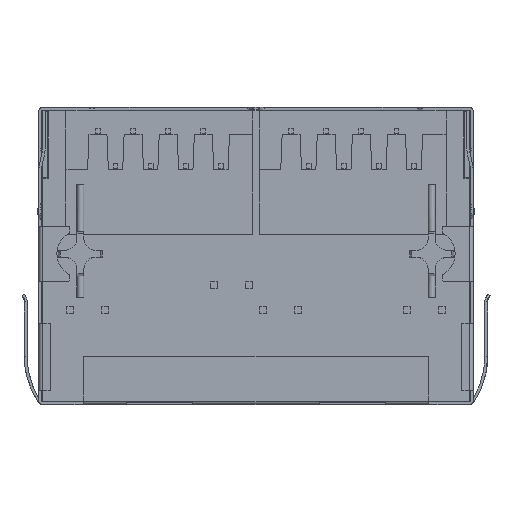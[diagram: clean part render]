
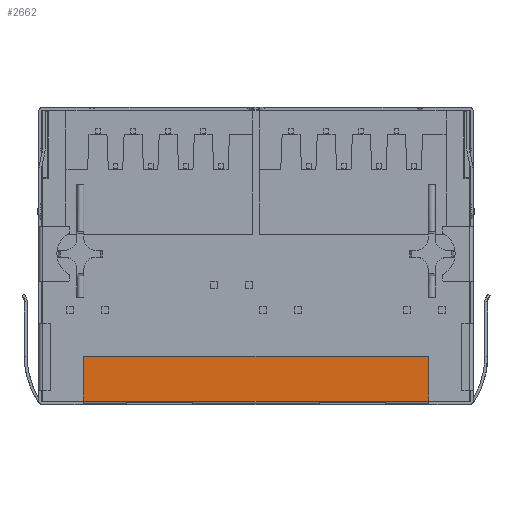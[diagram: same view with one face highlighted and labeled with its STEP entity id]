
A CAD part, top view. The second image highlights one B-rep face of the part: STEP entity #2662.
In plain terms, the highlighted planar face has unit normal (0, 0, 1).
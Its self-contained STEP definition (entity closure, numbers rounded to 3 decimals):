
#2662 = ADVANCED_FACE( '', ( #5781 ), #5782, .T. );
#5781 = FACE_OUTER_BOUND( '', #10062, .T. );
#5782 = PLANE( '', #10063 );
#10062 = EDGE_LOOP( '', ( #18271, #18272, #18273, #18274, #18275, #18276, #18277, #18278, #18279, #18280 ) );
#10063 = AXIS2_PLACEMENT_3D( '', #18281, #18282, #18283 );
#18271 = ORIENTED_EDGE( '', *, *, #24715, .F. );
#18272 = ORIENTED_EDGE( '', *, *, #25810, .T. );
#18273 = ORIENTED_EDGE( '', *, *, #23354, .F. );
#18274 = ORIENTED_EDGE( '', *, *, #25395, .T. );
#18275 = ORIENTED_EDGE( '', *, *, #25559, .T. );
#18276 = ORIENTED_EDGE( '', *, *, #22639, .T. );
#18277 = ORIENTED_EDGE( '', *, *, #25811, .F. );
#18278 = ORIENTED_EDGE( '', *, *, #25812, .T. );
#18279 = ORIENTED_EDGE( '', *, *, #24830, .T. );
#18280 = ORIENTED_EDGE( '', *, *, #25813, .T. );
#18281 = CARTESIAN_POINT( '', ( -15.45, -7.25, 6.75 ) );
#18282 = DIRECTION( '', ( 0., 0., 1. ) );
#18283 = DIRECTION( '', ( 1., 0., 0. ) );
#22639 = EDGE_CURVE( '', #27026, #27027, #27028, .T. );
#23354 = EDGE_CURVE( '', #28278, #28280, #28281, .T. );
#24715 = EDGE_CURVE( '', #30420, #30422, #30423, .T. );
#24830 = EDGE_CURVE( '', #30593, #30591, #30594, .T. );
#25395 = EDGE_CURVE( '', #28278, #31379, #31381, .T. );
#25559 = EDGE_CURVE( '', #31379, #27026, #31600, .T. );
#25810 = EDGE_CURVE( '', #30420, #28280, #31908, .T. );
#25811 = EDGE_CURVE( '', #31909, #27027, #31910, .T. );
#25812 = EDGE_CURVE( '', #31909, #30593, #31911, .T. );
#25813 = EDGE_CURVE( '', #30591, #30422, #31912, .T. );
#27026 = VERTEX_POINT( '', #33389 );
#27027 = VERTEX_POINT( '', #33390 );
#27028 = LINE( '', #33391, #33392 );
#28278 = VERTEX_POINT( '', #35583 );
#28280 = VERTEX_POINT( '', #35585 );
#28281 = LINE( '', #35586, #35587 );
#30420 = VERTEX_POINT( '', #39430 );
#30422 = VERTEX_POINT( '', #39433 );
#30423 = LINE( '', #39434, #39435 );
#30591 = VERTEX_POINT( '', #39750 );
#30593 = VERTEX_POINT( '', #39753 );
#30594 = LINE( '', #39754, #39755 );
#31379 = VERTEX_POINT( '', #41134 );
#31381 = LINE( '', #41136, #41137 );
#31600 = LINE( '', #41487, #41488 );
#31908 = CIRCLE( '', #42052, 0.1 );
#31909 = VERTEX_POINT( '', #42053 );
#31910 = LINE( '', #42054, #42055 );
#31911 = LINE( '', #42056, #42057 );
#31912 = CIRCLE( '', #42058, 0.1 );
#33389 = CARTESIAN_POINT( '', ( -4.585, -10.5, 6.75 ) );
#33390 = CARTESIAN_POINT( '', ( 4.585, -10.5, 6.75 ) );
#33391 = CARTESIAN_POINT( '', ( -15.45, -10.5, 6.75 ) );
#33392 = VECTOR( '', #43954, 1000. );
#35583 = CARTESIAN_POINT( '', ( -12.5, -10.5, 6.75 ) );
#35585 = CARTESIAN_POINT( '', ( -12.5, -7.35, 6.75 ) );
#35586 = CARTESIAN_POINT( '', ( -12.5, -10.75, 6.75 ) );
#35587 = VECTOR( '', #44697, 1000. );
#39430 = CARTESIAN_POINT( '', ( -12.4, -7.25, 6.75 ) );
#39433 = CARTESIAN_POINT( '', ( 12.4, -7.25, 6.75 ) );
#39434 = CARTESIAN_POINT( '', ( -15.45, -7.25, 6.75 ) );
#39435 = VECTOR( '', #45937, 1000. );
#39750 = CARTESIAN_POINT( '', ( 12.5, -7.35, 6.75 ) );
#39753 = CARTESIAN_POINT( '', ( 12.5, -10.5, 6.75 ) );
#39754 = CARTESIAN_POINT( '', ( 12.5, -10.75, 6.75 ) );
#39755 = VECTOR( '', #46056, 1000. );
#41134 = CARTESIAN_POINT( '', ( -9.385, -10.5, 6.75 ) );
#41136 = CARTESIAN_POINT( '', ( -15.45, -10.5, 6.75 ) );
#41137 = VECTOR( '', #46634, 1000. );
#41487 = CARTESIAN_POINT( '', ( -9.385, -10.5, 6.75 ) );
#41488 = VECTOR( '', #46809, 1000. );
#42052 = AXIS2_PLACEMENT_3D( '', #47016, #47017, #47018 );
#42053 = CARTESIAN_POINT( '', ( 9.385, -10.5, 6.75 ) );
#42054 = CARTESIAN_POINT( '', ( 9.385, -10.5, 6.75 ) );
#42055 = VECTOR( '', #47019, 1000. );
#42056 = CARTESIAN_POINT( '', ( -15.45, -10.5, 6.75 ) );
#42057 = VECTOR( '', #47020, 1000. );
#42058 = AXIS2_PLACEMENT_3D( '', #47021, #47022, #47023 );
#43954 = DIRECTION( '', ( 1., 0., 0. ) );
#44697 = DIRECTION( '', ( 0., 1., 0. ) );
#45937 = DIRECTION( '', ( 1., 0., 0. ) );
#46056 = DIRECTION( '', ( 0., 1., 0. ) );
#46634 = DIRECTION( '', ( 1., 0., 0. ) );
#46809 = DIRECTION( '', ( 1., 0., 0. ) );
#47016 = CARTESIAN_POINT( '', ( -12.4, -7.35, 6.75 ) );
#47017 = DIRECTION( '', ( 0., 0., 1. ) );
#47018 = DIRECTION( '', ( 1., 0., 0. ) );
#47019 = DIRECTION( '', ( -1., 0., 0. ) );
#47020 = DIRECTION( '', ( 1., 0., 0. ) );
#47021 = CARTESIAN_POINT( '', ( 12.4, -7.35, 6.75 ) );
#47022 = DIRECTION( '', ( 0., 0., 1. ) );
#47023 = DIRECTION( '', ( 1., 0., 0. ) );
